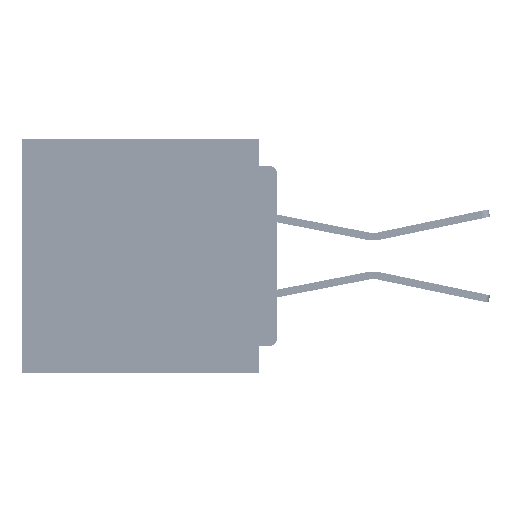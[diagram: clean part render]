
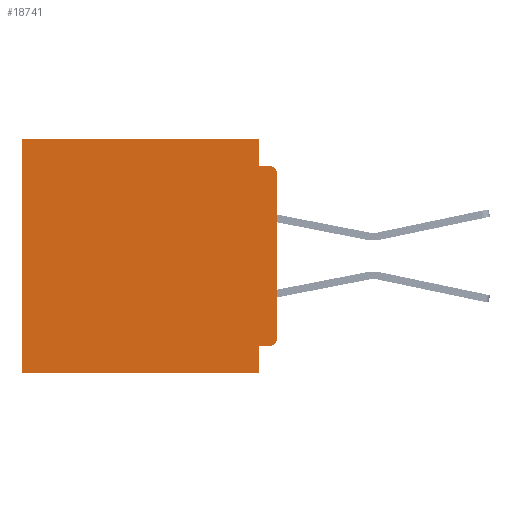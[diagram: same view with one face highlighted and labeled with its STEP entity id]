
A CAD part, left-side view. The second image highlights one B-rep face of the part: STEP entity #18741.
In plain terms, the highlighted planar face has unit normal (-1, 0, 0).
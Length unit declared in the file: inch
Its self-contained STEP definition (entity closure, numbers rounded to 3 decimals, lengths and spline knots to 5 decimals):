
#436 = CARTESIAN_POINT ( 'NONE',  ( 0.3, 0.437, -0.4 ) ) ;
#2554 = DIRECTION ( 'NONE',  ( 0., 0., -1. ) ) ;
#2598 = FACE_OUTER_BOUND ( 'NONE', #56831, .T. ) ;
#3121 = CIRCLE ( 'NONE', #12147, 0.015 ) ;
#4031 = CARTESIAN_POINT ( 'NONE',  ( 0.3, 0.437, 0. ) ) ;
#4346 = CARTESIAN_POINT ( 'NONE',  ( 0.3, 0., -0.34 ) ) ;
#4961 = AXIS2_PLACEMENT_3D ( 'NONE', #60779, #28905, #66122 ) ;
#6228 = VERTEX_POINT ( 'NONE', #67122 ) ;
#6291 = VERTEX_POINT ( 'NONE', #4031 ) ;
#7245 = VECTOR ( 'NONE', #62521, 39.37008 ) ;
#7609 = VECTOR ( 'NONE', #57253, 39.37008 ) ;
#7699 = EDGE_CURVE ( 'NONE', #33385, #6291, #35387, .T. ) ;
#8210 = DIRECTION ( 'NONE',  ( 0., 1., 0. ) ) ;
#9943 = ORIENTED_EDGE ( 'NONE', *, *, #49753, .T. ) ;
#10063 = DIRECTION ( 'NONE',  ( 1., 0., 0. ) ) ;
#10087 = LINE ( 'NONE', #21949, #36742 ) ;
#10660 = DIRECTION ( 'NONE',  ( 0., 0., -1. ) ) ;
#11155 = ORIENTED_EDGE ( 'NONE', *, *, #49735, .T. ) ;
#11491 = VERTEX_POINT ( 'NONE', #18955 ) ;
#12147 = AXIS2_PLACEMENT_3D ( 'NONE', #66359, #34493, #2554 ) ;
#12233 = ORIENTED_EDGE ( 'NONE', *, *, #16872, .F. ) ;
#12294 = EDGE_CURVE ( 'NONE', #42504, #52844, #35544, .T. ) ;
#13561 = VERTEX_POINT ( 'NONE', #60203 ) ;
#14586 = CARTESIAN_POINT ( 'NONE',  ( 0.3, 0.031, 0. ) ) ;
#15170 = EDGE_CURVE ( 'NONE', #13561, #28103, #48408, .T. ) ;
#16019 = VERTEX_POINT ( 'NONE', #60144 ) ;
#16872 = EDGE_CURVE ( 'NONE', #6228, #42504, #33966, .T. ) ;
#17118 = LINE ( 'NONE', #29859, #32978 ) ;
#17981 = EDGE_CURVE ( 'NONE', #33385, #11491, #23084, .T. ) ;
#18741 = ADVANCED_FACE ( 'NONE', ( #2598 ), #25904, .F. ) ;
#18885 = VERTEX_POINT ( 'NONE', #436 ) ;
#18955 = CARTESIAN_POINT ( 'NONE',  ( 0.3, 0.031, -0.045 ) ) ;
#19780 = VECTOR ( 'NONE', #68209, 39.37008 ) ;
#21213 = VECTOR ( 'NONE', #8210, 39.37008 ) ;
#21949 = CARTESIAN_POINT ( 'NONE',  ( 0.3, 0.437, -0.4 ) ) ;
#23084 = LINE ( 'NONE', #14586, #7245 ) ;
#23751 = ORIENTED_EDGE ( 'NONE', *, *, #57771, .F. ) ;
#24053 = CARTESIAN_POINT ( 'NONE',  ( 0.3, 0., 0. ) ) ;
#24316 = CARTESIAN_POINT ( 'NONE',  ( 0.3, 0.031, -0.4 ) ) ;
#25904 = PLANE ( 'NONE',  #58756 ) ;
#26565 = CARTESIAN_POINT ( 'NONE',  ( 0.3, 0.031, -0.4 ) ) ;
#27302 = DIRECTION ( 'NONE',  ( 0., 0., -1. ) ) ;
#28103 = VERTEX_POINT ( 'NONE', #4346 ) ;
#28905 = DIRECTION ( 'NONE',  ( -1., 0., 0. ) ) ;
#29859 = CARTESIAN_POINT ( 'NONE',  ( 0.3, 0., -0.045 ) ) ;
#29885 = ORIENTED_EDGE ( 'NONE', *, *, #36783, .F. ) ;
#29886 = ORIENTED_EDGE ( 'NONE', *, *, #12294, .F. ) ;
#32978 = VECTOR ( 'NONE', #67074, 39.37008 ) ;
#33385 = VERTEX_POINT ( 'NONE', #41141 ) ;
#33966 = LINE ( 'NONE', #52211, #19780 ) ;
#34493 = DIRECTION ( 'NONE',  ( -1., 0., 0. ) ) ;
#35387 = LINE ( 'NONE', #24053, #21213 ) ;
#35544 = LINE ( 'NONE', #26565, #62175 ) ;
#35853 = CARTESIAN_POINT ( 'NONE',  ( 0.3, 0., -0.4 ) ) ;
#36148 = ORIENTED_EDGE ( 'NONE', *, *, #17981, .F. ) ;
#36742 = VECTOR ( 'NONE', #27302, 39.37008 ) ;
#36783 = EDGE_CURVE ( 'NONE', #11491, #16019, #17118, .T. ) ;
#37263 = DIRECTION ( 'NONE',  ( 0., 0., -1. ) ) ;
#41141 = CARTESIAN_POINT ( 'NONE',  ( 0.3, 0.031, 0. ) ) ;
#42310 = CARTESIAN_POINT ( 'NONE',  ( 0.3, 0., -0.4 ) ) ;
#42504 = VERTEX_POINT ( 'NONE', #68655 ) ;
#46809 = LINE ( 'NONE', #35853, #7609 ) ;
#47232 = EDGE_CURVE ( 'NONE', #6291, #18885, #10087, .T. ) ;
#47357 = DIRECTION ( 'NONE',  ( 0., 0., -1. ) ) ;
#48408 = LINE ( 'NONE', #42310, #50094 ) ;
#48981 = ORIENTED_EDGE ( 'NONE', *, *, #15170, .F. ) ;
#49735 = EDGE_CURVE ( 'NONE', #6228, #28103, #58119, .T. ) ;
#49753 = EDGE_CURVE ( 'NONE', #13561, #16019, #3121, .T. ) ;
#50094 = VECTOR ( 'NONE', #10660, 39.37008 ) ;
#52211 = CARTESIAN_POINT ( 'NONE',  ( 0.3, 0., -0.355 ) ) ;
#52844 = VERTEX_POINT ( 'NONE', #24316 ) ;
#53108 = ORIENTED_EDGE ( 'NONE', *, *, #47232, .T. ) ;
#56831 = EDGE_LOOP ( 'NONE', ( #48981, #9943, #29885, #36148, #59218, #53108, #23751, #29886, #12233, #11155 ) ) ;
#57253 = DIRECTION ( 'NONE',  ( 0., 1., 0. ) ) ;
#57771 = EDGE_CURVE ( 'NONE', #52844, #18885, #46809, .T. ) ;
#58119 = CIRCLE ( 'NONE', #4961, 0.015 ) ;
#58756 = AXIS2_PLACEMENT_3D ( 'NONE', #68442, #10063, #47357 ) ;
#59218 = ORIENTED_EDGE ( 'NONE', *, *, #7699, .T. ) ;
#60144 = CARTESIAN_POINT ( 'NONE',  ( 0.3, 0.015, -0.045 ) ) ;
#60203 = CARTESIAN_POINT ( 'NONE',  ( 0.3, 0., -0.06 ) ) ;
#60779 = CARTESIAN_POINT ( 'NONE',  ( 0.3, 0.015, -0.34 ) ) ;
#62175 = VECTOR ( 'NONE', #37263, 39.37008 ) ;
#62521 = DIRECTION ( 'NONE',  ( 0., 0., -1. ) ) ;
#66122 = DIRECTION ( 'NONE',  ( 0., 0., -1. ) ) ;
#66359 = CARTESIAN_POINT ( 'NONE',  ( 0.3, 0.015, -0.06 ) ) ;
#67074 = DIRECTION ( 'NONE',  ( 0., -1., 0. ) ) ;
#67122 = CARTESIAN_POINT ( 'NONE',  ( 0.3, 0.015, -0.355 ) ) ;
#68209 = DIRECTION ( 'NONE',  ( 0., 1., 0. ) ) ;
#68442 = CARTESIAN_POINT ( 'NONE',  ( 0.3, 0., -0.4 ) ) ;
#68655 = CARTESIAN_POINT ( 'NONE',  ( 0.3, 0.031, -0.355 ) ) ;
